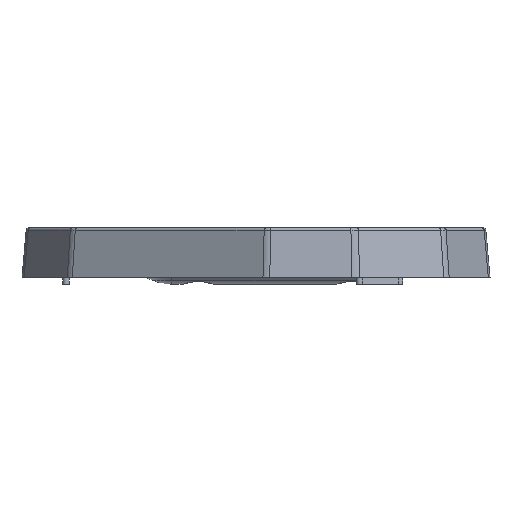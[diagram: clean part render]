
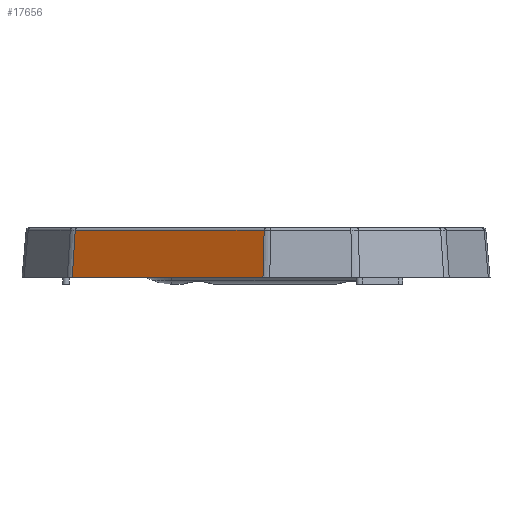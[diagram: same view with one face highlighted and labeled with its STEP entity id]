
A CAD part, left-side view. The second image highlights one B-rep face of the part: STEP entity #17656.
In plain terms, the highlighted planar face has unit normal (-0.863, 0.498, 0.087).
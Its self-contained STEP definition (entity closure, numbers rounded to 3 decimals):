
#121 = DIRECTION ( 'NONE',  ( 0.863, -0.498, -0.087 ) ) ;
#430 = VECTOR ( 'NONE', #5099, 1000. ) ;
#589 = ORIENTED_EDGE ( 'NONE', *, *, #16769, .T. ) ;
#1209 = EDGE_CURVE ( 'NONE', #2858, #15950, #3464, .T. ) ;
#2099 = CARTESIAN_POINT ( 'NONE',  ( -57.438, 92.415, 1.496 ) ) ;
#2155 = CARTESIAN_POINT ( 'NONE',  ( -109.783, 5.511, -20. ) ) ;
#2342 = EDGE_CURVE ( 'NONE', #10648, #2858, #12870, .T. ) ;
#2553 = AXIS2_PLACEMENT_3D ( 'NONE', #5917, #121, #5985 ) ;
#2858 = VERTEX_POINT ( 'NONE', #2155 ) ;
#3041 = CARTESIAN_POINT ( 'NONE',  ( -58.372, 91.064, -0.036 ) ) ;
#3464 = LINE ( 'NONE', #8287, #430 ) ;
#4257 = ORIENTED_EDGE ( 'NONE', *, *, #17289, .T. ) ;
#5099 = DIRECTION ( 'NONE',  ( 0.086, -0.024, 0.996 ) ) ;
#5768 = ORIENTED_EDGE ( 'NONE', *, *, #1209, .T. ) ;
#5917 = CARTESIAN_POINT ( 'NONE',  ( -57.551, 92.48, 0. ) ) ;
#5985 = DIRECTION ( 'NONE',  ( 0.5, 0.866, 0. ) ) ;
#7536 = PLANE ( 'NONE',  #2553 ) ;
#8287 = CARTESIAN_POINT ( 'NONE',  ( -107.854, 4.964, 2.217 ) ) ;
#9684 = FACE_OUTER_BOUND ( 'NONE', #16153, .T. ) ;
#10158 = LINE ( 'NONE', #3041, #10829 ) ;
#10648 = VERTEX_POINT ( 'NONE', #14705 ) ;
#10829 = VECTOR ( 'NONE', #13332, 1000. ) ;
#11030 = LINE ( 'NONE', #2099, #16758 ) ;
#12401 = DIRECTION ( 'NONE',  ( 0.5, 0.866, 0. ) ) ;
#12519 = CARTESIAN_POINT ( 'NONE',  ( -107.917, 4.982, 1.496 ) ) ;
#12870 = LINE ( 'NONE', #14434, #15871 ) ;
#13332 = DIRECTION ( 'NONE',  ( -0.064, 0.063, -0.996 ) ) ;
#14400 = ORIENTED_EDGE ( 'NONE', *, *, #2342, .T. ) ;
#14434 = CARTESIAN_POINT ( 'NONE',  ( -84.724, 48.915, -20. ) ) ;
#14452 = VERTEX_POINT ( 'NONE', #18921 ) ;
#14705 = CARTESIAN_POINT ( 'NONE',  ( -59.664, 92.32, -20. ) ) ;
#15871 = VECTOR ( 'NONE', #15913, 1000. ) ;
#15913 = DIRECTION ( 'NONE',  ( -0.5, -0.866, 0. ) ) ;
#15950 = VERTEX_POINT ( 'NONE', #12519 ) ;
#16153 = EDGE_LOOP ( 'NONE', ( #5768, #4257, #589, #14400 ) ) ;
#16758 = VECTOR ( 'NONE', #12401, 1000. ) ;
#16769 = EDGE_CURVE ( 'NONE', #14452, #10648, #10158, .T. ) ;
#17289 = EDGE_CURVE ( 'NONE', #15950, #14452, #11030, .T. ) ;
#17656 = ADVANCED_FACE ( 'NONE', ( #9684 ), #7536, .F. ) ;
#18921 = CARTESIAN_POINT ( 'NONE',  ( -58.273, 90.968, 1.496 ) ) ;
